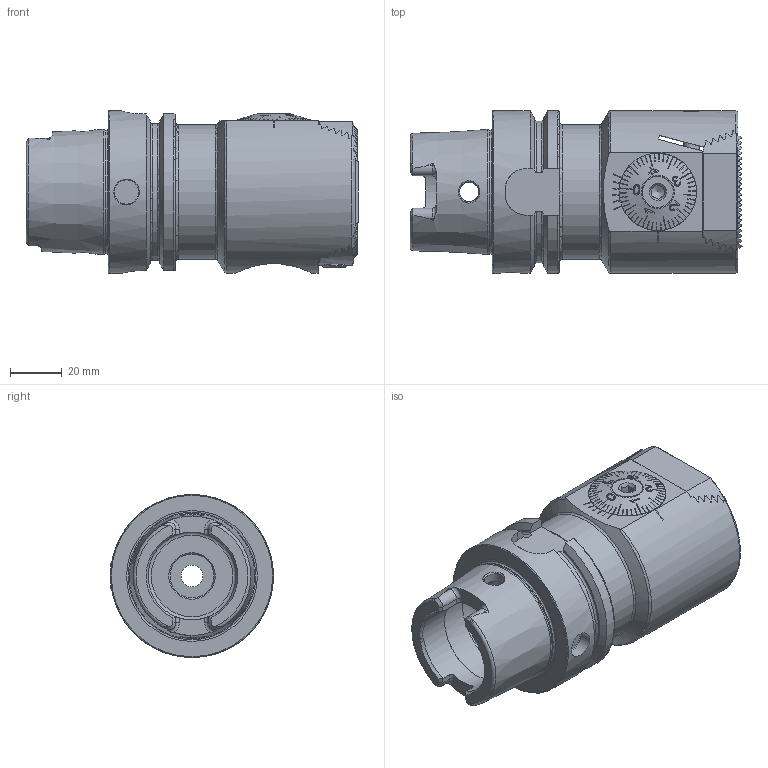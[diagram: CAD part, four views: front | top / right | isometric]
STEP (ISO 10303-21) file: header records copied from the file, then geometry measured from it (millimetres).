
FILE_DESCRIPTION (( 'STEP AP214' ), '1' );
FILE_NAME ('HA6.MH1.K01.095.STEP', '2021-06-10T10:12:31', ( '' ), ( '' ), 'SwSTEP 2.0', 'SolidWorks 2017', '' );
FILE_SCHEMA (( 'AUTOMOTIVE_DESIGN' ));
Length unit declared in the file: millimetre
Products named in the file (18): HA6-MH1.K00.095_A_Fertigbearbeitung; HA6.MH1.K01.095; ISO 4026 - M10 x 16; A55-BG1.012.007_B; A55-BG2.013.005_C; MH1-BG1.004.049; MH1-BG2.001.056_D; A55-BG2.015.007_A; A55-BG2.012.006_B; ISO 4026 - M10 x 20; MH1-BG3.001.042_D; DIN 3771 - 25x1.5; ISO 4026 - M8 x 6; ISO 4026 - M4 x 5; MH1-BG1.001.049; ISO 4762 - M6 x 16; A55-BG2.014.007_A; A55-BG2.011.016_D
Assembly tree (17 placements, depth 4):
  HA6.MH1.K01.095
    HA6-MH1.K00.095_A_Fertigbearbeitung
    MH1-BG1.004.049
      A55-BG2.012.006_B
      A55-BG2.013.005_C
      A55-BG2.015.007_A
        A55-BG2.011.016_D
        A55-BG2.014.007_A
      MH1-BG1.001.049
        A55-BG1.012.007_B
      DIN 3771 - 25x1.5
      ISO 4026 - M4 x 5
    MH1-BG2.001.056_D
    MH1-BG3.001.042_D
    ISO 4026 - M10 x 20
    ISO 4762 - M6 x 16
    ISO 4026 - M8 x 6
    ISO 4026 - M10 x 16
Bounding box: 128.48 x 63 x 63 mm (x, y, z)
Volume: 226808.2 mm3; surface area: 68075.1 mm2
Topology: 14 solids, 14 shells, 965 faces, 2686 edges, 1758 vertices
Faces by surface type: plane 568, cylinder 181, cone 128, bspline 45, torus 43
Full cylindrical faces by diameter (mm): 4 x1, 4.2 x6, 5 x1, 6 x1, 6.4 x1, 6.8 x3, 7.5 x2, 8 x3, 8.4 x1, 8.5 x2, 10 x4, 11 x3, 11.5 x1, 11.6 x1, 11.75 x1, 11.95 x1, 12 x3, 12.4 x1, 14 x1, 16 x1, 17 x1, 18 x1, 19 x1, 20 x3, 22 x1, 25 x3, 29.9 x1, 29.98 x1, 30 x2, 34 x2
Entity records: 39722 total; most frequent: CARTESIAN_POINT 13777, ORIENTED_EDGE 4990, DIRECTION 3797, EDGE_CURVE 2495, VERTEX_POINT 1709, AXIS2_PLACEMENT_3D 1454, EDGE_LOOP 1154, FACE_OUTER_BOUND 1049
